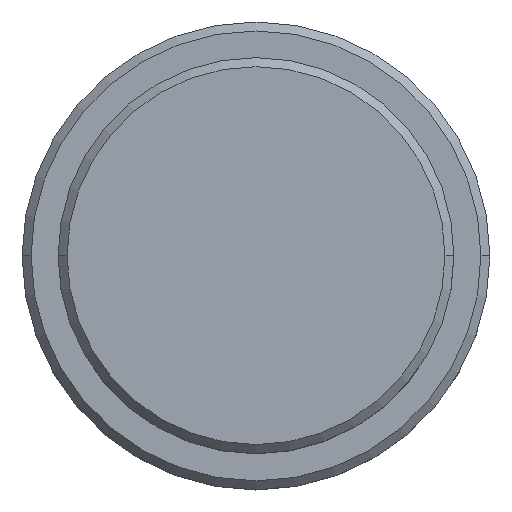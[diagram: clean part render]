
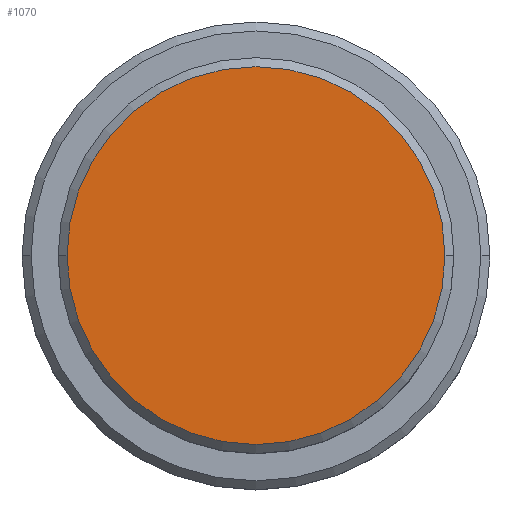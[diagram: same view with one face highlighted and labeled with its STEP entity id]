
A CAD part, top view. The second image highlights one B-rep face of the part: STEP entity #1070.
In plain terms, the highlighted planar face has unit normal (0, 0, 1).
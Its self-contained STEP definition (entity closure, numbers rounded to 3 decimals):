
#47 = DIRECTION ( 'NONE',  ( 1., 0., 0. ) ) ;
#52 = CARTESIAN_POINT ( 'NONE',  ( 0., 0., 0. ) ) ;
#70 = DIRECTION ( 'NONE',  ( 0., 0., 1. ) ) ;
#169 = PLANE ( 'NONE',  #1352 ) ;
#259 = DIRECTION ( 'NONE',  ( 1., 0., 0. ) ) ;
#294 = VERTEX_POINT ( 'NONE', #351 ) ;
#351 = CARTESIAN_POINT ( 'NONE',  ( 10.5, 0., 0. ) ) ;
#373 = EDGE_LOOP ( 'NONE', ( #516, #403 ) ) ;
#395 = EDGE_CURVE ( 'NONE', #1169, #294, #745, .T. ) ;
#403 = ORIENTED_EDGE ( 'NONE', *, *, #778, .T. ) ;
#477 = AXIS2_PLACEMENT_3D ( 'NONE', #808, #70, #259 ) ;
#516 = ORIENTED_EDGE ( 'NONE', *, *, #395, .T. ) ;
#651 = AXIS2_PLACEMENT_3D ( 'NONE', #665, #1108, #724 ) ;
#665 = CARTESIAN_POINT ( 'NONE',  ( 0., 0., 0. ) ) ;
#724 = DIRECTION ( 'NONE',  ( 1., 0., 0. ) ) ;
#745 = CIRCLE ( 'NONE', #651, 10.5 ) ;
#778 = EDGE_CURVE ( 'NONE', #294, #1169, #912, .T. ) ;
#808 = CARTESIAN_POINT ( 'NONE',  ( 0., 0., 0. ) ) ;
#912 = CIRCLE ( 'NONE', #477, 10.5 ) ;
#955 = CARTESIAN_POINT ( 'NONE',  ( -10.5, 0., 0. ) ) ;
#1030 = DIRECTION ( 'NONE',  ( 0., 0., 1. ) ) ;
#1044 = FACE_OUTER_BOUND ( 'NONE', #373, .T. ) ;
#1070 = ADVANCED_FACE ( 'NONE', ( #1044 ), #169, .T. ) ;
#1108 = DIRECTION ( 'NONE',  ( 0., 0., 1. ) ) ;
#1169 = VERTEX_POINT ( 'NONE', #955 ) ;
#1352 = AXIS2_PLACEMENT_3D ( 'NONE', #52, #1030, #47 ) ;
